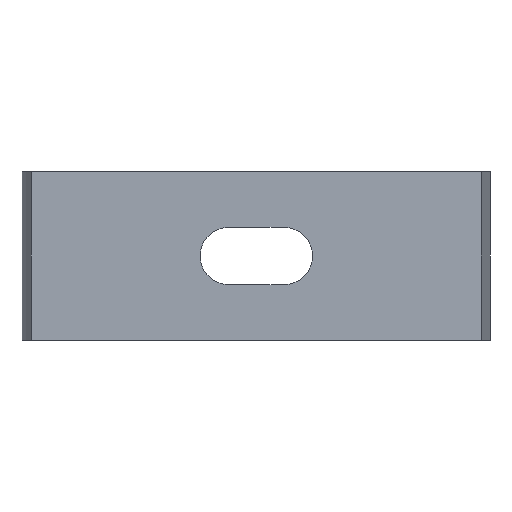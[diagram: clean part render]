
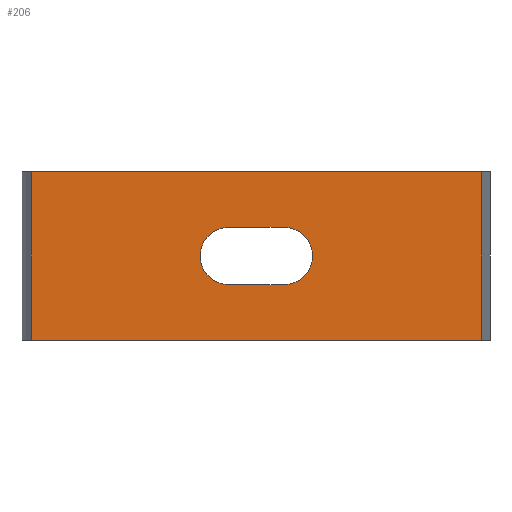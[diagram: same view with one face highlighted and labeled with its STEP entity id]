
A CAD part, front view. The second image highlights one B-rep face of the part: STEP entity #206.
In plain terms, the highlighted planar face has unit normal (0, -1, 0).
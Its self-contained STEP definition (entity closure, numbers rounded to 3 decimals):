
#8 = VERTEX_POINT ( 'NONE', #389 ) ;
#27 = CARTESIAN_POINT ( 'NONE',  ( -2.95, 0., 3.05 ) ) ;
#62 = DIRECTION ( 'NONE',  ( 0., -1., 0. ) ) ;
#110 = LINE ( 'NONE', #757, #921 ) ;
#119 = LINE ( 'NONE', #860, #642 ) ;
#134 = CIRCLE ( 'NONE', #909, 3.05 ) ;
#143 = CARTESIAN_POINT ( 'NONE',  ( -2.95, 0., 0. ) ) ;
#175 = ORIENTED_EDGE ( 'NONE', *, *, #568, .F. ) ;
#188 = EDGE_CURVE ( 'NONE', #753, #8, #459, .T. ) ;
#193 = DIRECTION ( 'NONE',  ( 0., 1., 0. ) ) ;
#206 = ADVANCED_FACE ( 'NONE', ( #485, #264 ), #738, .F. ) ;
#215 = EDGE_CURVE ( 'NONE', #8, #879, #414, .T. ) ;
#227 = DIRECTION ( 'NONE',  ( 1., 0., 0. ) ) ;
#264 = FACE_OUTER_BOUND ( 'NONE', #313, .T. ) ;
#272 = CARTESIAN_POINT ( 'NONE',  ( -2.95, 0., -3.05 ) ) ;
#313 = EDGE_LOOP ( 'NONE', ( #319, #641, #175, #727 ) ) ;
#319 = ORIENTED_EDGE ( 'NONE', *, *, #609, .T. ) ;
#330 = CARTESIAN_POINT ( 'NONE',  ( 24., 0., 9. ) ) ;
#333 = DIRECTION ( 'NONE',  ( 1., 0., 0. ) ) ;
#383 = EDGE_CURVE ( 'NONE', #868, #753, #119, .T. ) ;
#389 = CARTESIAN_POINT ( 'NONE',  ( 2.95, 0., 3.05 ) ) ;
#406 = CARTESIAN_POINT ( 'NONE',  ( -2.95, 0., 3.05 ) ) ;
#414 = LINE ( 'NONE', #27, #858 ) ;
#437 = DIRECTION ( 'NONE',  ( 0., 0., -1. ) ) ;
#447 = EDGE_CURVE ( 'NONE', #743, #452, #704, .T. ) ;
#452 = VERTEX_POINT ( 'NONE', #482 ) ;
#459 = CIRCLE ( 'NONE', #646, 3.05 ) ;
#461 = DIRECTION ( 'NONE',  ( 0., 0., -1. ) ) ;
#463 = ORIENTED_EDGE ( 'NONE', *, *, #383, .F. ) ;
#478 = ORIENTED_EDGE ( 'NONE', *, *, #188, .F. ) ;
#482 = CARTESIAN_POINT ( 'NONE',  ( -24., 0., -9. ) ) ;
#485 = FACE_BOUND ( 'NONE', #662, .T. ) ;
#516 = CARTESIAN_POINT ( 'NONE',  ( 2.95, 0., 0. ) ) ;
#545 = CARTESIAN_POINT ( 'NONE',  ( 0., 0., 9. ) ) ;
#554 = DIRECTION ( 'NONE',  ( 1., 0., 0. ) ) ;
#568 = EDGE_CURVE ( 'NONE', #743, #870, #902, .T. ) ;
#609 = EDGE_CURVE ( 'NONE', #452, #800, #648, .T. ) ;
#628 = CARTESIAN_POINT ( 'NONE',  ( -24., 0., 9. ) ) ;
#637 = VECTOR ( 'NONE', #554, 1000. ) ;
#641 = ORIENTED_EDGE ( 'NONE', *, *, #980, .F. ) ;
#642 = VECTOR ( 'NONE', #333, 1000. ) ;
#645 = DIRECTION ( 'NONE',  ( 0., 0., -1. ) ) ;
#646 = AXIS2_PLACEMENT_3D ( 'NONE', #516, #955, #437 ) ;
#648 = LINE ( 'NONE', #763, #957 ) ;
#662 = EDGE_LOOP ( 'NONE', ( #463, #882, #722, #478 ) ) ;
#668 = DIRECTION ( 'NONE',  ( 0., 0., 1. ) ) ;
#704 = LINE ( 'NONE', #852, #809 ) ;
#722 = ORIENTED_EDGE ( 'NONE', *, *, #215, .F. ) ;
#727 = ORIENTED_EDGE ( 'NONE', *, *, #447, .T. ) ;
#738 = PLANE ( 'NONE',  #878 ) ;
#743 = VERTEX_POINT ( 'NONE', #628 ) ;
#753 = VERTEX_POINT ( 'NONE', #839 ) ;
#756 = CARTESIAN_POINT ( 'NONE',  ( 24., 0., -9. ) ) ;
#757 = CARTESIAN_POINT ( 'NONE',  ( 24., 0., 9. ) ) ;
#762 = DIRECTION ( 'NONE',  ( 0., 0., -1. ) ) ;
#763 = CARTESIAN_POINT ( 'NONE',  ( 0., 0., -9. ) ) ;
#777 = EDGE_CURVE ( 'NONE', #879, #868, #134, .T. ) ;
#800 = VERTEX_POINT ( 'NONE', #756 ) ;
#809 = VECTOR ( 'NONE', #645, 1000. ) ;
#811 = DIRECTION ( 'NONE',  ( -1., 0., 0. ) ) ;
#839 = CARTESIAN_POINT ( 'NONE',  ( 2.95, 0., -3.05 ) ) ;
#852 = CARTESIAN_POINT ( 'NONE',  ( -24., 0., 9. ) ) ;
#858 = VECTOR ( 'NONE', #811, 1000. ) ;
#860 = CARTESIAN_POINT ( 'NONE',  ( -2.95, 0., -3.05 ) ) ;
#868 = VERTEX_POINT ( 'NONE', #272 ) ;
#870 = VERTEX_POINT ( 'NONE', #330 ) ;
#878 = AXIS2_PLACEMENT_3D ( 'NONE', #884, #193, #668 ) ;
#879 = VERTEX_POINT ( 'NONE', #406 ) ;
#882 = ORIENTED_EDGE ( 'NONE', *, *, #777, .F. ) ;
#884 = CARTESIAN_POINT ( 'NONE',  ( 0., 0., 9. ) ) ;
#902 = LINE ( 'NONE', #545, #637 ) ;
#909 = AXIS2_PLACEMENT_3D ( 'NONE', #143, #62, #461 ) ;
#921 = VECTOR ( 'NONE', #762, 1000. ) ;
#955 = DIRECTION ( 'NONE',  ( 0., -1., 0. ) ) ;
#957 = VECTOR ( 'NONE', #227, 1000. ) ;
#980 = EDGE_CURVE ( 'NONE', #870, #800, #110, .T. ) ;
